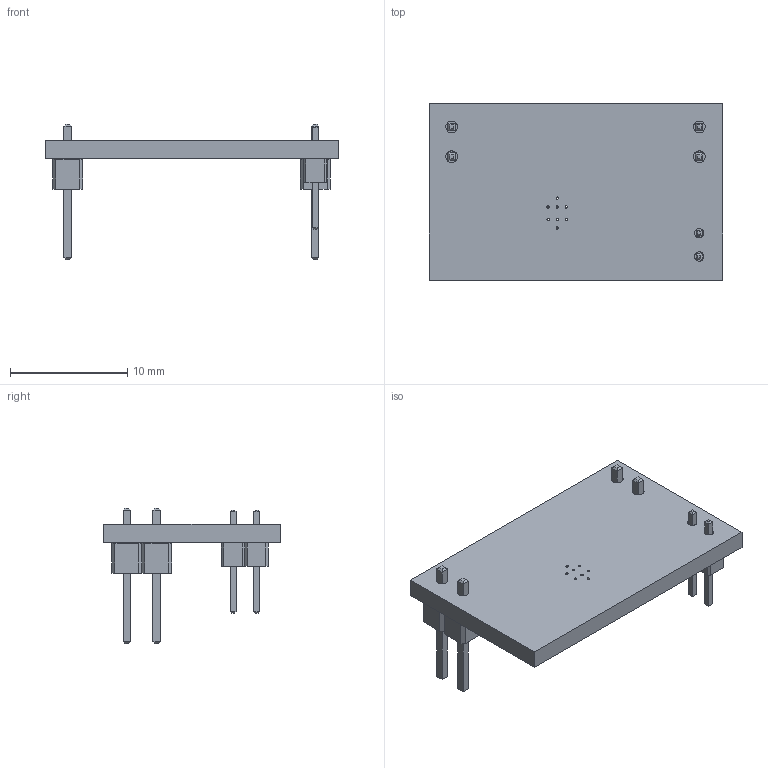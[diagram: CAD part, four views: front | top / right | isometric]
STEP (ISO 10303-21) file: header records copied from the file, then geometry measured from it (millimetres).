
FILE_DESCRIPTION(/* description */ ('KiCad electronic assembly'),/* implementation_level */ '2;1');
FILE_NAME(/* name */ 'LiPoCharger3S.step',/* time_stamp */ '2020-11-23T14:53:37+09:00',/* author */ ('nnaka'),/* organization */ ('A Company'),/* preprocessor_version */ 'ST-DEVELOPER v17.2',/* originating_system */ 'Autodesk Inventor 2019',/* authorisation */ 'Unknown');
FILE_SCHEMA (('AUTOMOTIVE_DESIGN { 1 0 10303 214 3 1 1 }'));
Length unit declared in the file: millimetre
Products named in the file (6): LiPoCharger3S; PinHeader_1x02_P2.00mm_Vertical; SOLID; PinHeader_1x02_P2.54mm_Vertical; SOLID_1; COMPOUND
Assembly tree (6 placements, depth 3):
  LiPoCharger3S
    PinHeader_1x02_P2.00mm_Vertical
      SOLID
    PinHeader_1x02_P2.54mm_Vertical  x2
      SOLID_1
    COMPOUND
Bounding box: 25 x 15 x 11.54 mm (x, y, z)
Volume: 690.8 mm3; surface area: 1188.3 mm2
Topology: 4 solids, 4 shells, 176 faces, 448 edges, 292 vertices
Faces by surface type: plane 162, cylinder 14
Full cylindrical faces by diameter (mm): 0.2 x8, 0.8 x2, 1 x4
Entity records: 4211 total; most frequent: CARTESIAN_POINT 678, DIRECTION 654, ORIENTED_EDGE 652, EDGE_CURVE 326, LINE 270, VECTOR 270, VERTEX_POINT 216, AXIS2_PLACEMENT_3D 192
